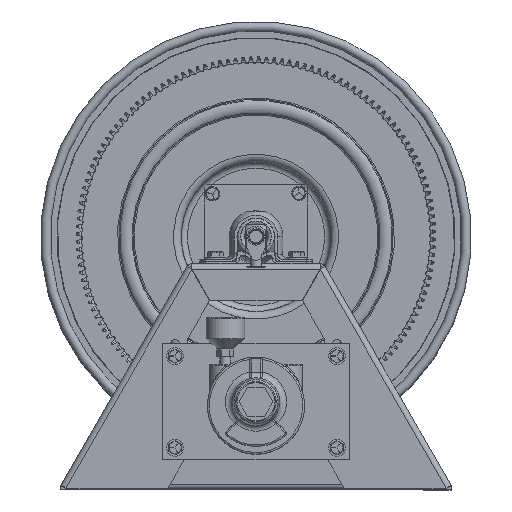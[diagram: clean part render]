
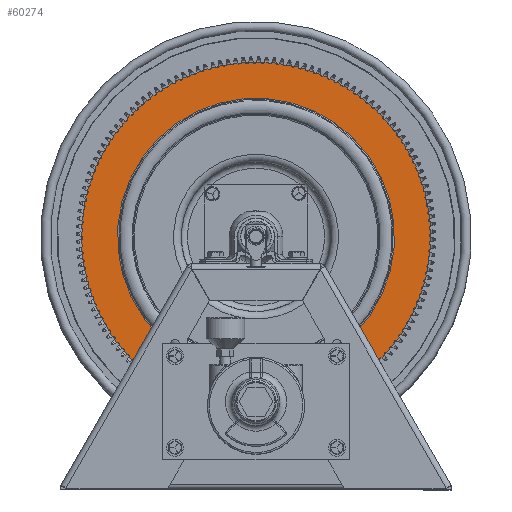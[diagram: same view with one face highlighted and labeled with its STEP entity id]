
A CAD part, top view. The second image highlights one B-rep face of the part: STEP entity #60274.
In plain terms, the highlighted planar face has unit normal (0, 0, 1).
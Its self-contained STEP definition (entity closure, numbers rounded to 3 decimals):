
#1377=FACE_BOUND('',#8058,.T.);
#3891=PLANE('',#63975);
#5065=FACE_OUTER_BOUND('',#8057,.T.);
#8057=EDGE_LOOP('',(#41882,#41883));
#8058=EDGE_LOOP('',(#41884,#41885));
#19800=CIRCLE('',#63972,5.667);
#19802=CIRCLE('',#63974,5.667);
#19803=CIRCLE('',#63976,7.159);
#19804=CIRCLE('',#63977,7.159);
#23392=VERTEX_POINT('',#91780);
#23393=VERTEX_POINT('',#91781);
#23394=VERTEX_POINT('',#91786);
#23395=VERTEX_POINT('',#91787);
#30904=EDGE_CURVE('',#23392,#23393,#19800,.T.);
#30906=EDGE_CURVE('',#23393,#23392,#19802,.T.);
#30907=EDGE_CURVE('',#23394,#23395,#19803,.T.);
#30908=EDGE_CURVE('',#23395,#23394,#19804,.T.);
#41882=ORIENTED_EDGE('',*,*,#30907,.T.);
#41883=ORIENTED_EDGE('',*,*,#30908,.T.);
#41884=ORIENTED_EDGE('',*,*,#30904,.F.);
#41885=ORIENTED_EDGE('',*,*,#30906,.F.);
#60274=ADVANCED_FACE('',(#5065,#1377),#3891,.T.);
#63972=AXIS2_PLACEMENT_3D('',#91782,#71354,#71355);
#63974=AXIS2_PLACEMENT_3D('',#91784,#71358,#71359);
#63975=AXIS2_PLACEMENT_3D('',#91785,#71360,#71361);
#63976=AXIS2_PLACEMENT_3D('',#91788,#71362,#71363);
#63977=AXIS2_PLACEMENT_3D('',#91789,#71364,#71365);
#71354=DIRECTION('center_axis',(0.,0.,
1.));
#71355=DIRECTION('ref_axis',(0.712,-0.702,0.));
#71358=DIRECTION('center_axis',(0.,0.,
1.));
#71359=DIRECTION('ref_axis',(0.712,-0.702,0.));
#71360=DIRECTION('center_axis',(0.,0.,
1.));
#71361=DIRECTION('ref_axis',(-0.702,-0.712,0.));
#71362=DIRECTION('center_axis',(0.,0.,
1.));
#71363=DIRECTION('ref_axis',(0.712,-0.702,0.));
#71364=DIRECTION('center_axis',(0.,0.,
1.));
#71365=DIRECTION('ref_axis',(0.712,-0.702,0.));
#91780=CARTESIAN_POINT('',(4.034,-2.762,14.048));
#91781=CARTESIAN_POINT('',(3.98,5.252,14.048));
#91782=CARTESIAN_POINT('Origin',(0.,1.218,14.048));
#91784=CARTESIAN_POINT('Origin',(0.,1.218,14.048));
#91785=CARTESIAN_POINT('Origin',(4.565,-3.286,14.048));
#91786=CARTESIAN_POINT('',(5.096,-3.81,14.048));
#91787=CARTESIAN_POINT('',(5.028,6.315,14.048));
#91788=CARTESIAN_POINT('Origin',(0.,1.218,14.048));
#91789=CARTESIAN_POINT('Origin',(0.,1.218,14.048));
